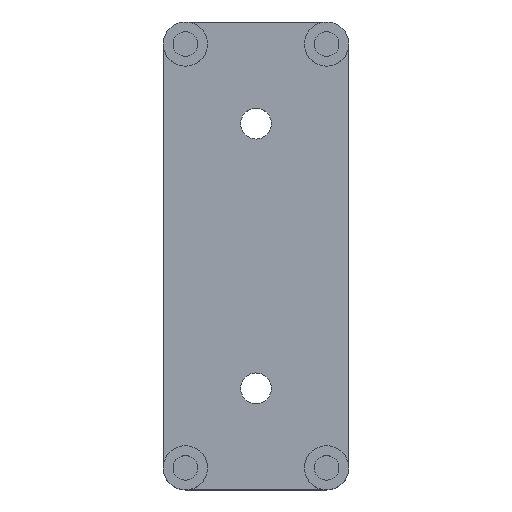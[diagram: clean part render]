
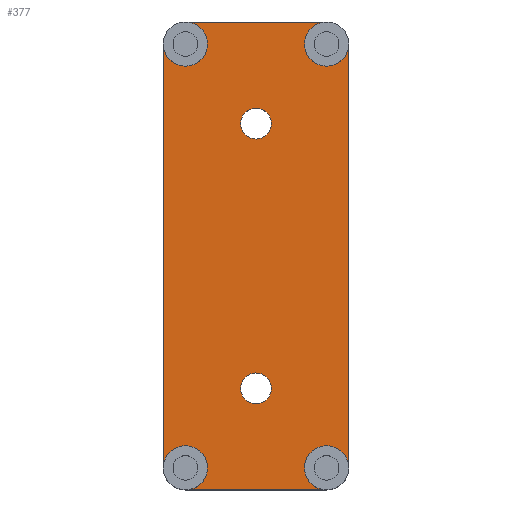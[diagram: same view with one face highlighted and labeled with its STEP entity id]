
A CAD part, top view. The second image highlights one B-rep face of the part: STEP entity #377.
In plain terms, the highlighted planar face has unit normal (0, 0, 1).
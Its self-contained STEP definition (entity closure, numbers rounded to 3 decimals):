
#16=FACE_BOUND('',#91,.T.);
#17=FACE_BOUND('',#92,.T.);
#26=CIRCLE('',#417,2.5);
#28=CIRCLE('',#419,2.5);
#29=CIRCLE('',#422,2.5);
#30=CIRCLE('',#423,2.5);
#31=CIRCLE('',#424,2.5);
#32=CIRCLE('',#425,2.5);
#33=CIRCLE('',#426,1.75);
#34=CIRCLE('',#427,1.75);
#65=FACE_OUTER_BOUND('',#90,.T.);
#90=EDGE_LOOP('',(#279,#280,#281,#282,#283,#284,#285,#286,#287,#288));
#91=EDGE_LOOP('',(#289));
#92=EDGE_LOOP('',(#290));
#116=LINE('',#593,#142);
#122=LINE('',#605,#148);
#124=LINE('',#611,#150);
#130=LINE('',#640,#156);
#142=VECTOR('',#464,10.);
#148=VECTOR('',#472,10.);
#150=VECTOR('',#476,10.);
#156=VECTOR('',#510,10.);
#167=VERTEX_POINT('',#589);
#169=VERTEX_POINT('',#592);
#172=VERTEX_POINT('',#599);
#174=VERTEX_POINT('',#603);
#175=VERTEX_POINT('',#607);
#177=VERTEX_POINT('',#610);
#182=VERTEX_POINT('',#624);
#183=VERTEX_POINT('',#626);
#185=VERTEX_POINT('',#636);
#186=VERTEX_POINT('',#638);
#187=VERTEX_POINT('',#641);
#188=VERTEX_POINT('',#643);
#202=EDGE_CURVE('',#169,#167,#116,.T.);
#208=EDGE_CURVE('',#172,#174,#122,.T.);
#210=EDGE_CURVE('',#177,#175,#124,.T.);
#218=EDGE_CURVE('',#183,#182,#26,.T.);
#221=EDGE_CURVE('',#182,#172,#28,.T.);
#222=EDGE_CURVE('',#174,#177,#29,.T.);
#223=EDGE_CURVE('',#175,#169,#30,.T.);
#224=EDGE_CURVE('',#167,#185,#31,.T.);
#225=EDGE_CURVE('',#185,#186,#32,.T.);
#226=EDGE_CURVE('',#186,#183,#130,.T.);
#227=EDGE_CURVE('',#187,#187,#33,.T.);
#228=EDGE_CURVE('',#188,#188,#34,.T.);
#279=ORIENTED_EDGE('',*,*,#218,.T.);
#280=ORIENTED_EDGE('',*,*,#221,.T.);
#281=ORIENTED_EDGE('',*,*,#208,.T.);
#282=ORIENTED_EDGE('',*,*,#222,.T.);
#283=ORIENTED_EDGE('',*,*,#210,.T.);
#284=ORIENTED_EDGE('',*,*,#223,.T.);
#285=ORIENTED_EDGE('',*,*,#202,.T.);
#286=ORIENTED_EDGE('',*,*,#224,.T.);
#287=ORIENTED_EDGE('',*,*,#225,.T.);
#288=ORIENTED_EDGE('',*,*,#226,.T.);
#289=ORIENTED_EDGE('',*,*,#227,.T.);
#290=ORIENTED_EDGE('',*,*,#228,.T.);
#361=PLANE('',#421);
#377=ADVANCED_FACE('',(#65,#16,#17),#361,.T.);
#417=AXIS2_PLACEMENT_3D('',#627,#491,#492);
#419=AXIS2_PLACEMENT_3D('',#631,#496,#497);
#421=AXIS2_PLACEMENT_3D('',#633,#500,#501);
#422=AXIS2_PLACEMENT_3D('',#634,#502,#503);
#423=AXIS2_PLACEMENT_3D('',#635,#504,#505);
#424=AXIS2_PLACEMENT_3D('',#637,#506,#507);
#425=AXIS2_PLACEMENT_3D('',#639,#508,#509);
#426=AXIS2_PLACEMENT_3D('',#642,#511,#512);
#427=AXIS2_PLACEMENT_3D('',#644,#513,#514);
#464=DIRECTION('',(-1.,0.,0.));
#472=DIRECTION('',(1.,0.,0.));
#476=DIRECTION('',(0.,1.,0.));
#491=DIRECTION('center_axis',(0.,0.,-1.));
#492=DIRECTION('ref_axis',(-1.,0.,0.));
#496=DIRECTION('center_axis',(0.,0.,-1.));
#497=DIRECTION('ref_axis',(-1.,0.,0.));
#500=DIRECTION('center_axis',(0.,0.,1.));
#501=DIRECTION('ref_axis',(1.,0.,0.));
#502=DIRECTION('center_axis',(0.,0.,-1.));
#503=DIRECTION('ref_axis',(-1.,0.,0.));
#504=DIRECTION('center_axis',(0.,0.,-1.));
#505=DIRECTION('ref_axis',(-1.,0.,0.));
#506=DIRECTION('center_axis',(0.,0.,-1.));
#507=DIRECTION('ref_axis',(-1.,0.,0.));
#508=DIRECTION('center_axis',(0.,0.,-1.));
#509=DIRECTION('ref_axis',(-1.,0.,0.));
#510=DIRECTION('',(0.,-1.,0.));
#511=DIRECTION('center_axis',(0.,0.,-1.));
#512=DIRECTION('ref_axis',(-1.,0.,0.));
#513=DIRECTION('center_axis',(0.,0.,-1.));
#514=DIRECTION('ref_axis',(-1.,0.,0.));
#589=CARTESIAN_POINT('',(-8.,26.5,2.));
#592=CARTESIAN_POINT('',(8.,26.5,2.));
#593=CARTESIAN_POINT('',(-10.5,26.5,2.));
#599=CARTESIAN_POINT('',(-8.,-26.5,2.));
#603=CARTESIAN_POINT('',(8.,-26.5,2.));
#605=CARTESIAN_POINT('',(10.5,-26.5,2.));
#607=CARTESIAN_POINT('',(10.5,24.,2.));
#610=CARTESIAN_POINT('',(10.5,-24.,2.));
#611=CARTESIAN_POINT('',(10.5,26.5,2.));
#624=CARTESIAN_POINT('',(-5.5,-24.,2.));
#626=CARTESIAN_POINT('',(-10.5,-24.,2.));
#627=CARTESIAN_POINT('Origin',(-8.,-24.,2.));
#631=CARTESIAN_POINT('Origin',(-8.,-24.,2.));
#633=CARTESIAN_POINT('Origin',(0.,0.,
2.));
#634=CARTESIAN_POINT('Origin',(8.,-24.,2.));
#635=CARTESIAN_POINT('Origin',(8.,24.,2.));
#636=CARTESIAN_POINT('',(-5.5,24.,2.));
#637=CARTESIAN_POINT('Origin',(-8.,24.,2.));
#638=CARTESIAN_POINT('',(-10.5,24.,2.));
#639=CARTESIAN_POINT('Origin',(-8.,24.,2.));
#640=CARTESIAN_POINT('',(-10.5,-26.5,2.));
#641=CARTESIAN_POINT('',(1.75,-15.,2.));
#642=CARTESIAN_POINT('Origin',(0.,-15.,2.));
#643=CARTESIAN_POINT('',(1.75,15.,2.));
#644=CARTESIAN_POINT('Origin',(0.,15.,2.));
